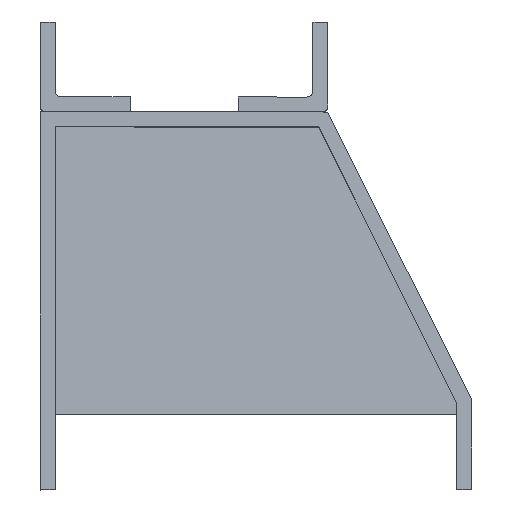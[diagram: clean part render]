
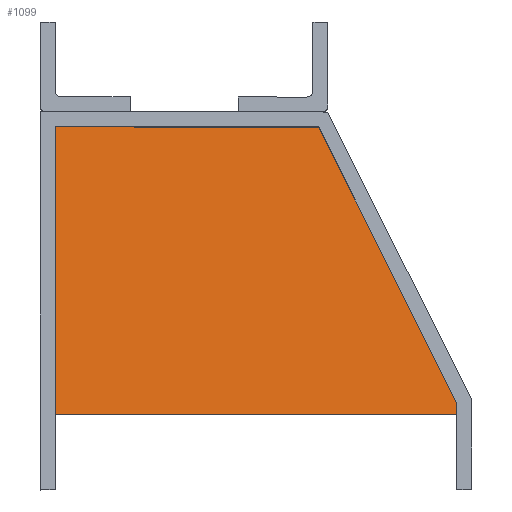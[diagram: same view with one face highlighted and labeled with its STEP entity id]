
A CAD part, top view. The second image highlights one B-rep face of the part: STEP entity #1099.
In plain terms, the highlighted planar face has unit normal (0.316, 0, 0.949).
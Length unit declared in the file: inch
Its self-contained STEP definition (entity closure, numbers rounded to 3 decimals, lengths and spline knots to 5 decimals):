
#5 = LINE ( 'NONE', #2440, #1252 ) ;
#193 = PLANE ( 'NONE',  #2268 ) ;
#299 = CARTESIAN_POINT ( 'NONE',  ( 0.83506, 4.55, 2.50517 ) ) ;
#396 = FACE_OUTER_BOUND ( 'NONE', #2030, .T. ) ;
#408 = EDGE_CURVE ( 'NONE', #1277, #774, #5, .T. ) ;
#421 = CARTESIAN_POINT ( 'NONE',  ( 0.25, 4.55, 2.70019 ) ) ;
#437 = CARTESIAN_POINT ( 'NONE',  ( 4.64549, 4.55, 1.23503 ) ) ;
#547 = VECTOR ( 'NONE', #1910, 39.37008 ) ;
#551 = CARTESIAN_POINT ( 'NONE',  ( 7.27906, 4.8, 0.35717 ) ) ;
#620 = ORIENTED_EDGE ( 'NONE', *, *, #939, .F. ) ;
#624 = EDGE_CURVE ( 'NONE', #1942, #2338, #1089, .T. ) ;
#635 = ORIENTED_EDGE ( 'NONE', *, *, #977, .T. ) ;
#669 = CARTESIAN_POINT ( 'NONE',  ( 5.12018, 3.60062, 1.0768 ) ) ;
#751 = DIRECTION ( 'NONE',  ( 0.949, 0., -0.316 ) ) ;
#774 = VERTEX_POINT ( 'NONE', #1169 ) ;
#796 = DIRECTION ( 'NONE',  ( 0.316, 0., 0.949 ) ) ;
#857 = LINE ( 'NONE', #1039, #885 ) ;
#885 = VECTOR ( 'NONE', #1486, 39.37008 ) ;
#939 = EDGE_CURVE ( 'NONE', #1277, #1586, #1635, .T. ) ;
#974 = EDGE_CURVE ( 'NONE', #1942, #774, #2292, .T. ) ;
#977 = EDGE_CURVE ( 'NONE', #2338, #1586, #857, .T. ) ;
#1039 = CARTESIAN_POINT ( 'NONE',  ( 0.25, 4.8, 2.70019 ) ) ;
#1089 = LINE ( 'NONE', #299, #2552 ) ;
#1099 = ADVANCED_FACE ( 'NONE', ( #396 ), #193, .T. ) ;
#1169 = CARTESIAN_POINT ( 'NONE',  ( 6.95, -0.05902, 0.46686 ) ) ;
#1202 = CARTESIAN_POINT ( 'NONE',  ( 0.25, -0.25, 2.70019 ) ) ;
#1252 = VECTOR ( 'NONE', #1408, 39.37008 ) ;
#1277 = VERTEX_POINT ( 'NONE', #1296 ) ;
#1296 = CARTESIAN_POINT ( 'NONE',  ( 6.95, -0.25, 0.46686 ) ) ;
#1357 = VECTOR ( 'NONE', #2082, 39.37008 ) ;
#1408 = DIRECTION ( 'NONE',  ( 0., 1., 0. ) ) ;
#1486 = DIRECTION ( 'NONE',  ( 0., -1., 0. ) ) ;
#1586 = VERTEX_POINT ( 'NONE', #1202 ) ;
#1620 = ORIENTED_EDGE ( 'NONE', *, *, #408, .T. ) ;
#1635 = LINE ( 'NONE', #1685, #1357 ) ;
#1685 = CARTESIAN_POINT ( 'NONE',  ( 0.83506, -0.25, 2.50517 ) ) ;
#1910 = DIRECTION ( 'NONE',  ( 0.442, -0.885, -0.147 ) ) ;
#1942 = VERTEX_POINT ( 'NONE', #437 ) ;
#1971 = DIRECTION ( 'NONE',  ( -0.949, 0., 0.316 ) ) ;
#2030 = EDGE_LOOP ( 'NONE', ( #620, #1620, #2172, #2423, #635 ) ) ;
#2082 = DIRECTION ( 'NONE',  ( -0.949, 0., 0.316 ) ) ;
#2172 = ORIENTED_EDGE ( 'NONE', *, *, #974, .F. ) ;
#2268 = AXIS2_PLACEMENT_3D ( 'NONE', #551, #796, #751 ) ;
#2292 = LINE ( 'NONE', #669, #547 ) ;
#2338 = VERTEX_POINT ( 'NONE', #421 ) ;
#2423 = ORIENTED_EDGE ( 'NONE', *, *, #624, .T. ) ;
#2440 = CARTESIAN_POINT ( 'NONE',  ( 6.95, 4.8, 0.46686 ) ) ;
#2552 = VECTOR ( 'NONE', #1971, 39.37008 ) ;
